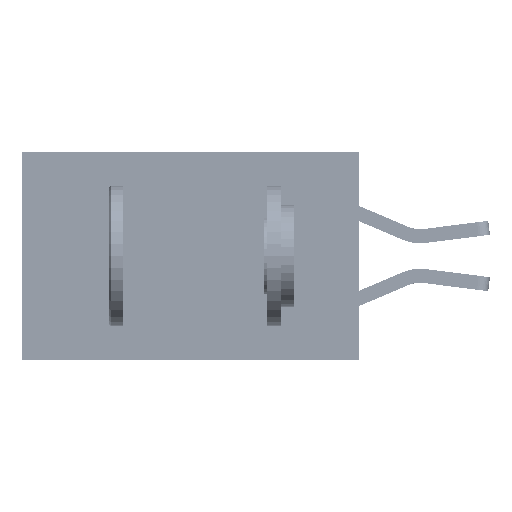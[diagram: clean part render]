
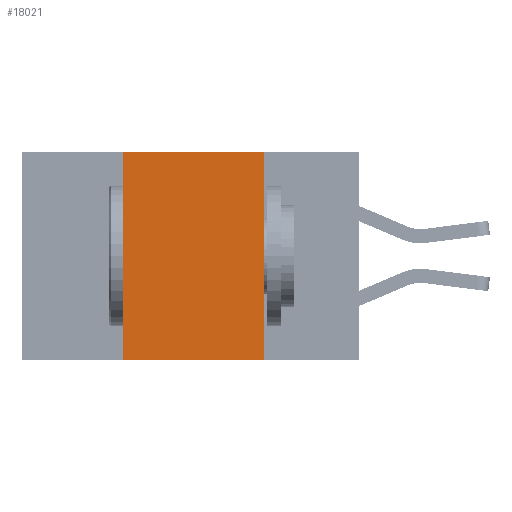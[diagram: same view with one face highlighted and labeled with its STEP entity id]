
A CAD part, left-side view. The second image highlights one B-rep face of the part: STEP entity #18021.
In plain terms, the highlighted planar face has unit normal (-1, 0, 0).
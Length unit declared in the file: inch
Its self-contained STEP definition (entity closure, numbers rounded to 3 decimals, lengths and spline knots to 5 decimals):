
#521 = VERTEX_POINT ( 'NONE', #29427 ) ;
#1036 = DIRECTION ( 'NONE',  ( 0., 0., -1. ) ) ;
#3256 = AXIS2_PLACEMENT_3D ( 'NONE', #36213, #18525, #1036 ) ;
#3949 = VECTOR ( 'NONE', #15030, 39.37008 ) ;
#4705 = VERTEX_POINT ( 'NONE', #35259 ) ;
#8815 = VERTEX_POINT ( 'NONE', #20889 ) ;
#9103 = VECTOR ( 'NONE', #20046, 39.37008 ) ;
#11030 = CARTESIAN_POINT ( 'NONE',  ( 0., 0.17, 0. ) ) ;
#11336 = LINE ( 'NONE', #32615, #3949 ) ;
#11973 = CARTESIAN_POINT ( 'NONE',  ( 0., 0.6, -0.37 ) ) ;
#13600 = ORIENTED_EDGE ( 'NONE', *, *, #28028, .T. ) ;
#14151 = LINE ( 'NONE', #28646, #9103 ) ;
#15030 = DIRECTION ( 'NONE',  ( 0., 0., 1. ) ) ;
#18021 = ADVANCED_FACE ( 'NONE', ( #33323 ), #21207, .F. ) ;
#18525 = DIRECTION ( 'NONE',  ( 1., 0., 0. ) ) ;
#18806 = VECTOR ( 'NONE', #35451, 39.37008 ) ;
#20046 = DIRECTION ( 'NONE',  ( 0., 0., -1. ) ) ;
#20056 = VECTOR ( 'NONE', #31953, 39.37008 ) ;
#20159 = CARTESIAN_POINT ( 'NONE',  ( 0., 0.6, 0. ) ) ;
#20889 = CARTESIAN_POINT ( 'NONE',  ( 0., 0.17, -0.37 ) ) ;
#21207 = PLANE ( 'NONE',  #3256 ) ;
#27858 = EDGE_CURVE ( 'NONE', #28450, #8815, #14151, .T. ) ;
#28028 = EDGE_CURVE ( 'NONE', #4705, #8815, #36669, .T. ) ;
#28450 = VERTEX_POINT ( 'NONE', #11030 ) ;
#28627 = EDGE_LOOP ( 'NONE', ( #37128, #34798, #33592, #13600 ) ) ;
#28646 = CARTESIAN_POINT ( 'NONE',  ( 0., 0.17, 0. ) ) ;
#29427 = CARTESIAN_POINT ( 'NONE',  ( 0., 0.42, 0. ) ) ;
#31953 = DIRECTION ( 'NONE',  ( 0., -1., 0. ) ) ;
#32615 = CARTESIAN_POINT ( 'NONE',  ( 0., 0.42, 0. ) ) ;
#33323 = FACE_OUTER_BOUND ( 'NONE', #28627, .T. ) ;
#33592 = ORIENTED_EDGE ( 'NONE', *, *, #34076, .F. ) ;
#33917 = EDGE_CURVE ( 'NONE', #521, #28450, #36116, .T. ) ;
#34076 = EDGE_CURVE ( 'NONE', #4705, #521, #11336, .T. ) ;
#34798 = ORIENTED_EDGE ( 'NONE', *, *, #33917, .F. ) ;
#35259 = CARTESIAN_POINT ( 'NONE',  ( 0., 0.42, -0.37 ) ) ;
#35451 = DIRECTION ( 'NONE',  ( 0., -1., 0. ) ) ;
#36116 = LINE ( 'NONE', #20159, #20056 ) ;
#36213 = CARTESIAN_POINT ( 'NONE',  ( 0., 0.6, 0. ) ) ;
#36669 = LINE ( 'NONE', #11973, #18806 ) ;
#37128 = ORIENTED_EDGE ( 'NONE', *, *, #27858, .F. ) ;
